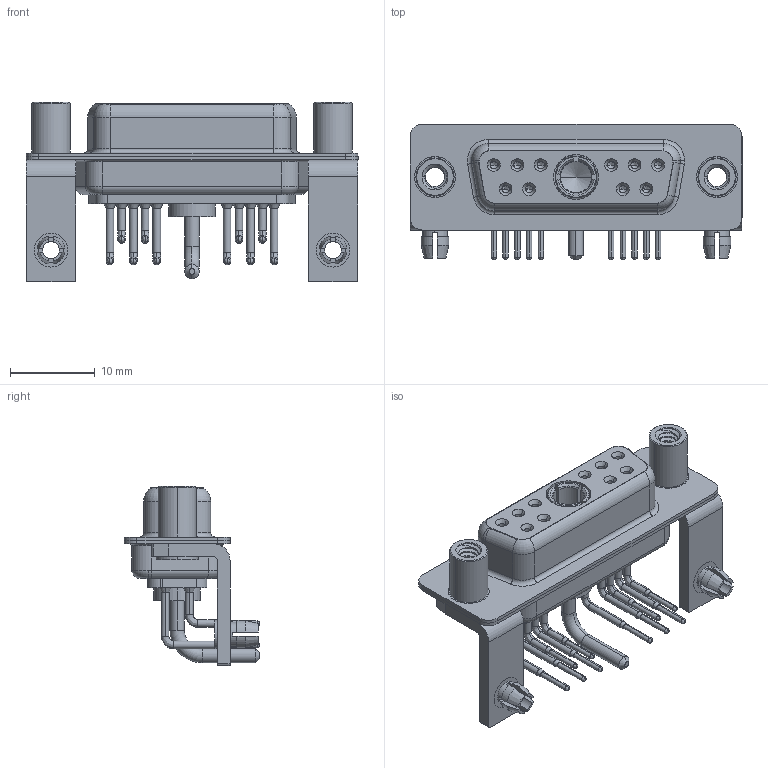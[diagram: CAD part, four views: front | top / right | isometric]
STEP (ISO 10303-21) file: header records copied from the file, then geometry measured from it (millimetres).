
FILE_DESCRIPTION (( 'STEP AP203' ), '1' );
FILE_NAME ('630-11W1640-1T5.STEP', '2022-05-31T12:28:37', ( '' ), ( '' ), 'SwSTEP 2.0', 'SolidWorks 2020', '' );
FILE_SCHEMA (( 'CONFIG_CONTROL_DESIGN' ));
Length unit declared in the file: millimetre
Products named in the file (10): 630Combo Stabilizer Bracket; 630Combo Board Lock; 630Combo Threaded Standoff_5; 630Combo Housing_11W1; 630Combo Contact Row 1; 630Combo Shell Front_15 Contacts; 630-11W1640-1T5; 630Combo Contact Row 2; Power Socket_10A RA; 630Combo Shell Rear_15 Contacts
Assembly tree (20 placements, depth 2):
  630-11W1640-1T5
    630Combo Housing_11W1
    630Combo Shell Front_15 Contacts
    630Combo Shell Rear_15 Contacts
    630Combo Stabilizer Bracket  x2
    630Combo Board Lock  x2
    630Combo Threaded Standoff_5  x2
    Power Socket_10A RA
    630Combo Contact Row 1  x6
    630Combo Contact Row 2  x4
Bounding box: 39.2 x 16 x 21.2 mm (x, y, z)
Volume: 3021.1 mm3; surface area: 7346.2 mm2
Topology: 21 solids, 21 shells, 1067 faces, 2725 edges, 1728 vertices
Faces by surface type: cylinder 484, plane 316, cone 157, torus 63, bspline 47
Entity records: 22137 total; most frequent: CARTESIAN_POINT 5661, DIRECTION 3372, ORIENTED_EDGE 3068, EDGE_CURVE 1534, AXIS2_PLACEMENT_3D 1372, VERTEX_POINT 981, CIRCLE 737, EDGE_LOOP 717
